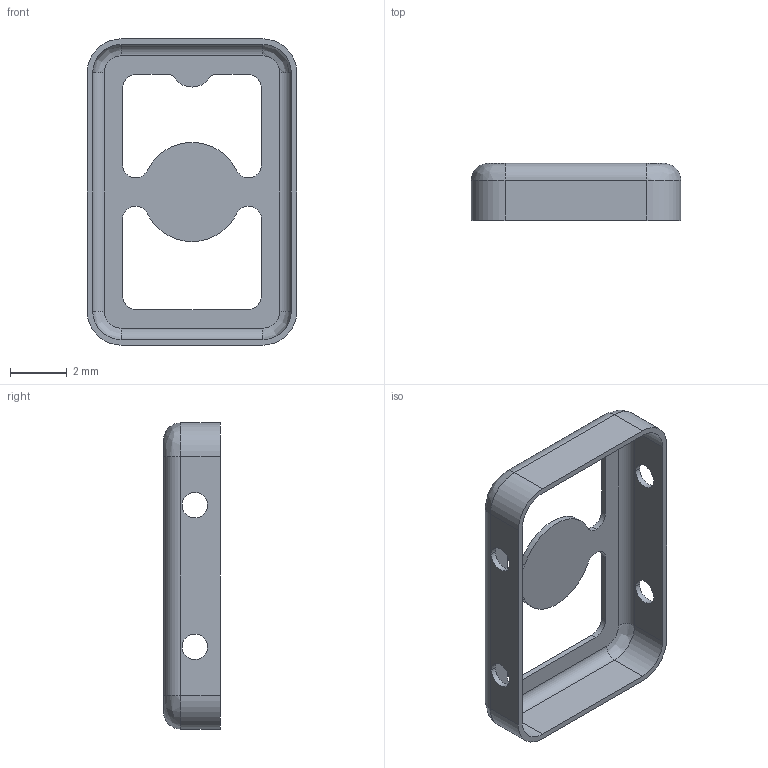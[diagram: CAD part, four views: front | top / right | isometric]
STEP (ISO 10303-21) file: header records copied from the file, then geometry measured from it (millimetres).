
FILE_DESCRIPTION (( 'STEP AP214' ), '1' );
FILE_NAME ('3670108.STEP', '2024-12-28T02:33:21', ( '' ), ( '' ), 'SwSTEP 2.0', 'SolidWorks 2023', '' );
FILE_SCHEMA (( 'AUTOMOTIVE_DESIGN' ));
Length unit declared in the file: millimetre
Products named in the file (1): 3670108
Bounding box: 7.4 x 2 x 10.8 mm (x, y, z)
Volume: 20.2 mm3; surface area: 217.6 mm2
Topology: 1 solids, 1 shells, 67 faces, 176 edges, 112 vertices
Faces by surface type: cylinder 41, plane 18, bspline 8
Entity records: 2271 total; most frequent: CARTESIAN_POINT 548, DIRECTION 370, ORIENTED_EDGE 352, EDGE_CURVE 176, AXIS2_PLACEMENT_3D 142, VERTEX_POINT 112, LINE 86, VECTOR 86
